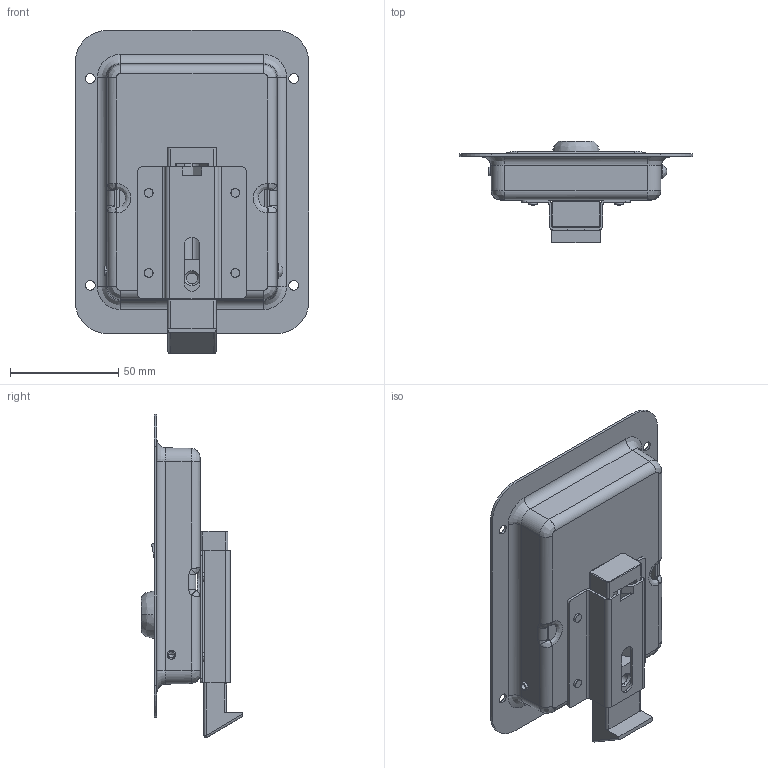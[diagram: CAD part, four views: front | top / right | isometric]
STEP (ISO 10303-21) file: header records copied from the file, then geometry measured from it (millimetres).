
FILE_DESCRIPTION(/* description */ (''),/* implementation_level */ '2;1');
FILE_NAME(/* name */ 'ms866-26',/* time_stamp */ '2024-11-22T16:25:46+08:00',/* author */ (''),/* organization */ (''),/* preprocessor_version */ 'ST-DEVELOPER v19.2',/* originating_system */ 'Rhino 8.5',/* authorisation */ '');
FILE_SCHEMA (('CONFIG_CONTROL_DESIGN'));
Length unit declared in the file: millimetre
Products named in the file (1): Document
Bounding box: 108 x 47 x 149.26 mm (x, y, z)
Volume: 66556.9 mm3; surface area: 72416.4 mm2
Topology: 10 solids, 10 shells, 573 faces, 1541 edges, 980 vertices
Faces by surface type: plane 252, cylinder 196, bspline 125
Entity records: 32279 total; most frequent: CARTESIAN_POINT 16500, ORIENTED_EDGE 3066, EDGE_CURVE 1533, B_SPLINE_CURVE_WITH_KNOTS 1125, DIRECTION 1118, VERTEX_POINT 980, AXIS2_PLACEMENT_3D 783, EDGE_LOOP 621
